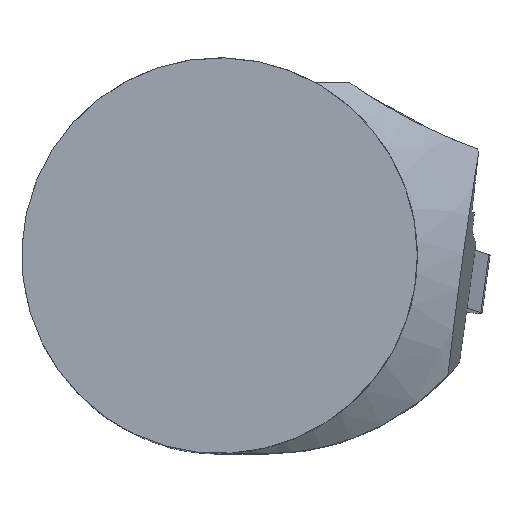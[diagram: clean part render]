
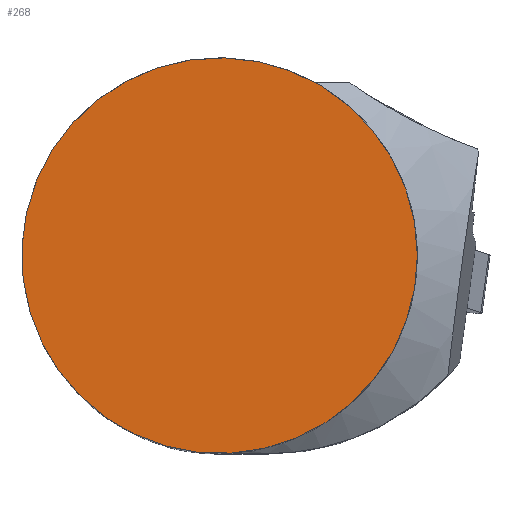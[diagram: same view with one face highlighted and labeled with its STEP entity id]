
A CAD part, top view. The second image highlights one B-rep face of the part: STEP entity #268.
In plain terms, the highlighted planar face has unit normal (0, 0, 1).
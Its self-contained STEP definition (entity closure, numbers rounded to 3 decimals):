
#181=FACE_OUTER_BOUND('',#403,.T.);
#268=ADVANCED_FACE('',(#181),#328,.T.);
#328=PLANE('',#1529);
#403=EDGE_LOOP('',(#676));
#466=CIRCLE('',#1496,16.);
#676=ORIENTED_EDGE('',*,*,#1082,.F.);
#948=VERTEX_POINT('',#2057);
#1082=EDGE_CURVE('',#948,#948,#466,.T.);
#1496=AXIS2_PLACEMENT_3D('',#2056,#1689,#1690);
#1529=AXIS2_PLACEMENT_3D('',#2192,#1773,#1774);
#1689=DIRECTION('',(0.,0.,-1.));
#1690=DIRECTION('',(1.,0.,0.));
#1773=DIRECTION('',(0.,0.,1.));
#1774=DIRECTION('',(1.,0.,0.));
#2056=CARTESIAN_POINT('',(0.,0.,0.));
#2057=CARTESIAN_POINT('',(16.,0.,0.));
#2192=CARTESIAN_POINT('',(0.,0.,0.));
